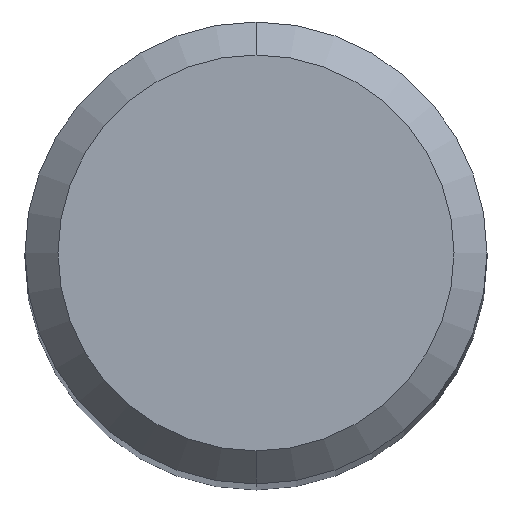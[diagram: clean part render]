
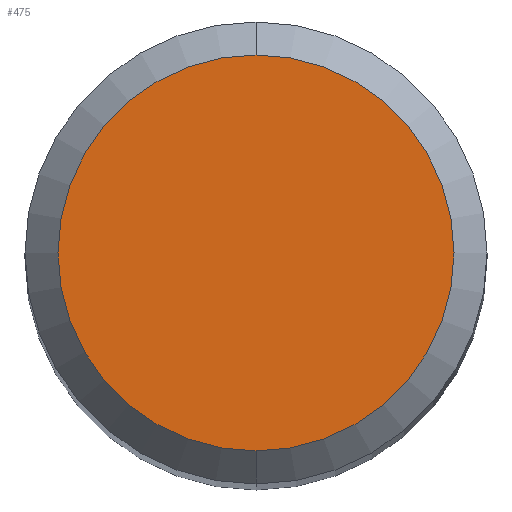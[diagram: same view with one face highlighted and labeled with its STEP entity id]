
A CAD part, top view. The second image highlights one B-rep face of the part: STEP entity #475.
In plain terms, the highlighted planar face has unit normal (0, 0, 1).
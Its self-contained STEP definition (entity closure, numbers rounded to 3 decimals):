
#229=EDGE_CURVE('',#425,#373,#616,.T.);
#325=EDGE_CURVE('',#373,#425,#724,.T.);
#373=VERTEX_POINT('',#778);
#425=VERTEX_POINT('',#832);
#475=ADVANCED_FACE('',(#890),#891,.T.);
#616=CIRCLE('',#1060,1.2);
#724=CIRCLE('',#1231,1.2);
#778=CARTESIAN_POINT('',(0.0,1.2,0.0));
#832=CARTESIAN_POINT('',(0.,-1.2,0.0));
#890=FACE_OUTER_BOUND('',#1531,.T.);
#891=PLANE('',#1532);
#1060=AXIS2_PLACEMENT_3D('',#1779,#1780,#1781);
#1231=AXIS2_PLACEMENT_3D('',#1916,#1917,#1918);
#1531=EDGE_LOOP('',(#2101,#2102));
#1532=AXIS2_PLACEMENT_3D('',#2103,#2104,#2105);
#1779=CARTESIAN_POINT('',(0.0,0.0,0.0));
#1780=DIRECTION('',(0.0,0.0,-1.0));
#1781=DIRECTION('',(0.0,1.0,0.0));
#1916=CARTESIAN_POINT('',(0.0,0.0,0.0));
#1917=DIRECTION('',(0.0,0.0,-1.0));
#1918=DIRECTION('',(0.0,1.0,0.0));
#2101=ORIENTED_EDGE('',*,*,#325,.F.);
#2102=ORIENTED_EDGE('',*,*,#229,.F.);
#2103=CARTESIAN_POINT('',(0.0,0.6,0.0));
#2104=DIRECTION('',(-0.0,0.0,1.0));
#2105=DIRECTION('',(0.0,-1.0,0.0));
